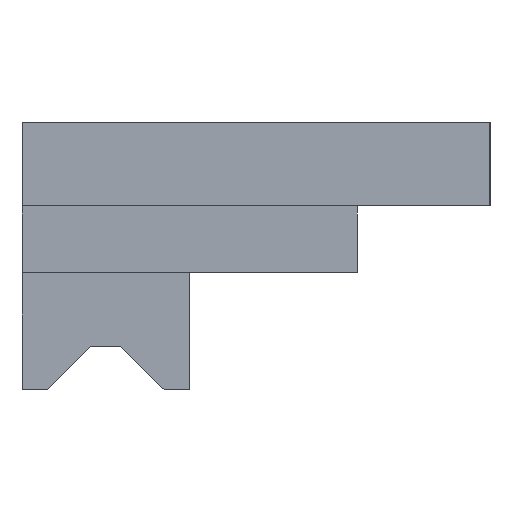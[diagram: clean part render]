
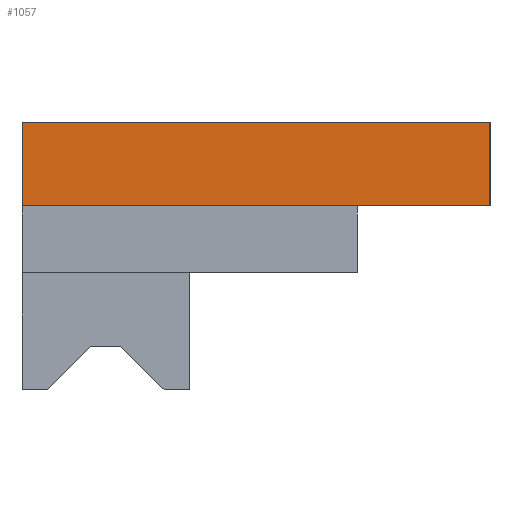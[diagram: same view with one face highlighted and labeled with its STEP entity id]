
A CAD part, left-side view. The second image highlights one B-rep face of the part: STEP entity #1057.
In plain terms, the highlighted planar face has unit normal (-1, 0, 0).
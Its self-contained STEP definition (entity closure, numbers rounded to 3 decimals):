
#330=CARTESIAN_POINT('',(-185.858,-202.743,465.05));
#331=VERTEX_POINT('',#330);
#338=CARTESIAN_POINT('',(-185.858,-202.743,470.05));
#339=VERTEX_POINT('',#338);
#340=CARTESIAN_POINT('',(-185.858,-202.743,465.05));
#341=DIRECTION('',(0.,0.,1.));
#342=VECTOR('',#341,5.);
#343=LINE('',#340,#342);
#344=EDGE_CURVE('',#331,#339,#343,.T.);
#709=CARTESIAN_POINT('',(-185.859,-222.831,465.05));
#710=VERTEX_POINT('',#709);
#717=CARTESIAN_POINT('',(-185.858,-202.743,465.05));
#718=DIRECTION('',(0.,-1.,-0.));
#719=VECTOR('',#718,20.088);
#720=LINE('',#717,#719);
#721=EDGE_CURVE('',#331,#710,#720,.T.);
#882=CARTESIAN_POINT('',(-185.859,-230.75,470.05));
#883=VERTEX_POINT('',#882);
#884=CARTESIAN_POINT('',(-185.859,-230.75,470.05));
#885=DIRECTION('',(0.,1.,0.));
#886=VECTOR('',#885,28.007);
#887=LINE('',#884,#886);
#888=EDGE_CURVE('',#883,#339,#887,.T.);
#972=CARTESIAN_POINT('',(-185.859,-230.75,465.05));
#973=VERTEX_POINT('',#972);
#980=CARTESIAN_POINT('',(-185.859,-222.831,465.05));
#981=DIRECTION('',(0.,-1.,-0.));
#982=VECTOR('',#981,7.919);
#983=LINE('',#980,#982);
#984=EDGE_CURVE('',#710,#973,#983,.T.);
#1000=CARTESIAN_POINT('',(-185.859,-230.75,470.05));
#1001=DIRECTION('',(-0.,-0.,-1.));
#1002=VECTOR('',#1001,5.);
#1003=LINE('',#1000,#1002);
#1004=EDGE_CURVE('',#883,#973,#1003,.T.);
#1045=CARTESIAN_POINT('',(-185.859,-230.749,462.252));
#1046=DIRECTION('',(-1.,0.,0.));
#1047=DIRECTION('',(0.,-1.,0.));
#1048=AXIS2_PLACEMENT_3D('',#1045,#1046,#1047);
#1049=PLANE('',#1048);
#1050=ORIENTED_EDGE('',*,*,#344,.F.);
#1051=ORIENTED_EDGE('',*,*,#721,.T.);
#1052=ORIENTED_EDGE('',*,*,#984,.T.);
#1053=ORIENTED_EDGE('',*,*,#1004,.F.);
#1054=ORIENTED_EDGE('',*,*,#888,.T.);
#1055=EDGE_LOOP('',(#1050,#1051,#1052,#1053,#1054));
#1056=FACE_BOUND('',#1055,.T.);
#1057=ADVANCED_FACE('',(#1056),#1049,.T.);
